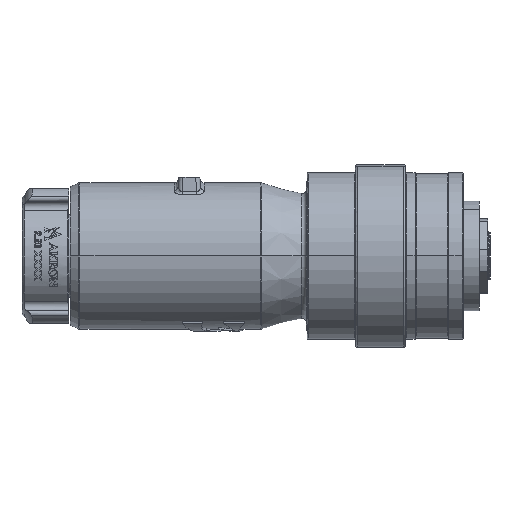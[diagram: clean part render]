
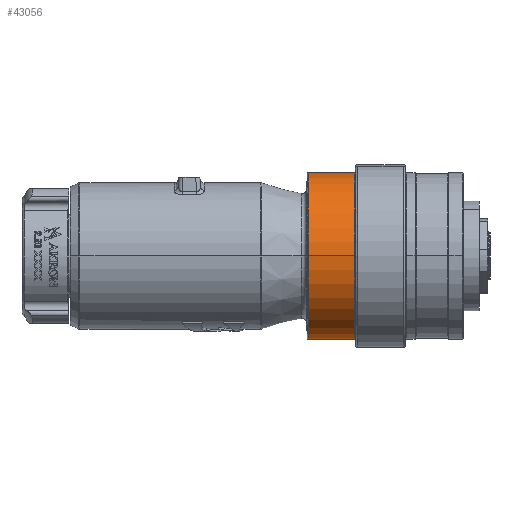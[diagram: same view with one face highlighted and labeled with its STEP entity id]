
A CAD part, front view. The second image highlights one B-rep face of the part: STEP entity #43056.
In plain terms, the highlighted cylindrical face has radius 63.5 mm (diameter 127 mm), a partial arc.
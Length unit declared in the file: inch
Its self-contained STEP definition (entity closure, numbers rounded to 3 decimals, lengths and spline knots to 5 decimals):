
#42417=CARTESIAN_POINT('',(7.853,-0.00048,
0.));
#42418=DIRECTION('',(-1.,0.,0.));
#42419=DIRECTION('',(0.,0.,-1.));
#42420=AXIS2_PLACEMENT_3D('',#42417,#42418,#42419);
#42422=DIRECTION('',(1.,0.,0.));
#42423=VECTOR('',#42422,1.395);
#42424=CARTESIAN_POINT('',(7.853,-0.00069,
2.5));
#42425=LINE('',#42424,#42423);
#42426=CARTESIAN_POINT('',(9.248,-0.00035,
0.));
#42427=DIRECTION('',(1.,0.,0.));
#42428=DIRECTION('',(0.,0.,1.));
#42429=AXIS2_PLACEMENT_3D('',#42426,#42427,#42428);
#42431=DIRECTION('',(-1.,0.,0.));
#42432=VECTOR('',#42431,1.395);
#42433=CARTESIAN_POINT('',(9.248,-0.00014,
-2.5));
#42434=LINE('',#42433,#42432);
#42821=CARTESIAN_POINT('',(9.248,-0.00014,
-2.5));
#42822=CARTESIAN_POINT('',(9.248,-0.00056,
2.5));
#42823=VERTEX_POINT('',#42821);
#42824=VERTEX_POINT('',#42822);
#42833=CARTESIAN_POINT('',(7.853,-0.00069,
2.5));
#42834=CARTESIAN_POINT('',(7.853,-0.00027,
-2.5));
#42835=VERTEX_POINT('',#42833);
#42836=VERTEX_POINT('',#42834);
#43041=CARTESIAN_POINT('',(12.80525,-0.00001,
0.));
#43042=DIRECTION('',(-1.,0.,0.));
#43043=DIRECTION('',(0.,0.,1.));
#43044=AXIS2_PLACEMENT_3D('',#43041,#43042,#43043);
#43045=CYLINDRICAL_SURFACE('',#43044,2.5);
#43047=ORIENTED_EDGE('',*,*,#43046,.T.);
#43049=ORIENTED_EDGE('',*,*,#43048,.T.);
#43051=ORIENTED_EDGE('',*,*,#43050,.T.);
#43053=ORIENTED_EDGE('',*,*,#43052,.T.);
#43054=EDGE_LOOP('',(#43047,#43049,#43051,#43053));
#43055=FACE_OUTER_BOUND('',#43054,.F.);
#43056=ADVANCED_FACE('',(#43055),#43045,.T.);
#42421=CIRCLE('',#42420,2.5);
#42430=CIRCLE('',#42429,2.5);
#43046=EDGE_CURVE('',#42836,#42835,#42421,.T.);
#43048=EDGE_CURVE('',#42835,#42824,#42425,.T.);
#43050=EDGE_CURVE('',#42824,#42823,#42430,.T.);
#43052=EDGE_CURVE('',#42823,#42836,#42434,.T.);
